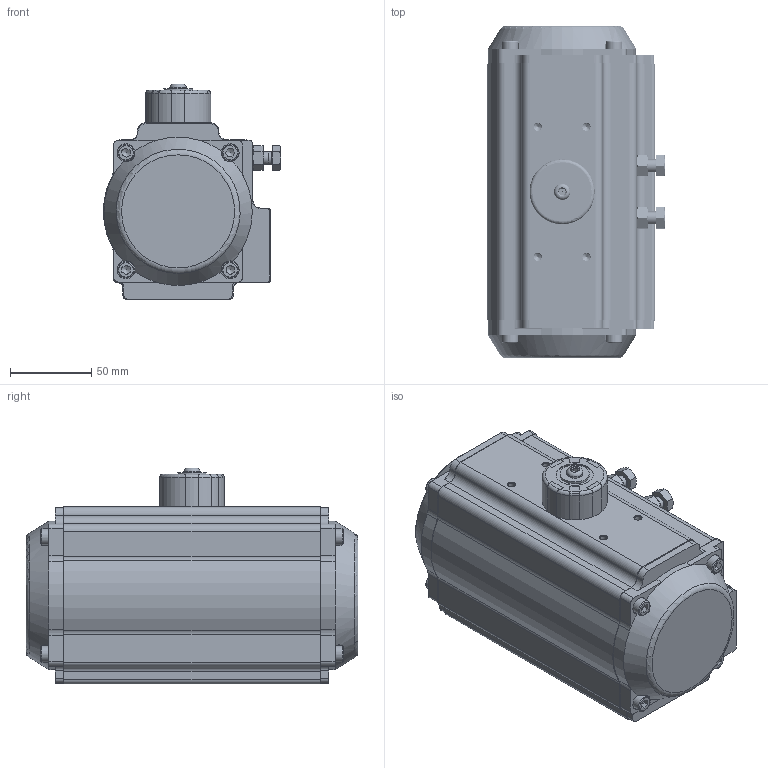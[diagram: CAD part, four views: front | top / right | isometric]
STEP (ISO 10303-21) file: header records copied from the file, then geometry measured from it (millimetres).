
FILE_DESCRIPTION(/* description */ (''),/* implementation_level */ '2;1');
FILE_NAME(/* name */ 'C-83DA（14x14).step',/* time_stamp */ '2025-08-27T09:42:27+08:00',/* author */ (''),/* organization */ (''),/* preprocessor_version */ 'ST-DEVELOPER v16',/* originating_system */ 'SIEMENS PLM Software NX 10.0',/* authorisation */ '');
FILE_SCHEMA (('AUTOMOTIVE_DESIGN { 1 0 10303 214 3 1 1 1 }'));
Products named in the file (19): 指示器螺钉; 指示器垫片; Adjust screw; 52~83金属条指示器; Plug; O-ring-pinion top; O-ring-pinion bottom; Bearing-pinion bottom; Bearing-pinion top; C-83-02-R; C-83-02-L; GB-T6170_F-2000,M8x1.25; Thrust washer; Outside washer; Circlip; End-cap screw; C-83-04（14x14); C-83-01; C-83
Assembly tree (28 placements, depth 2):
  C-83
    C-83-01
    C-83-04（14x14)
    End-cap screw  x8
    Circlip
    Outside washer
    Thrust washer
    GB-T6170_F-2000,M8x1.25  x2
    C-83-02-L
    C-83-02-R
    Bearing-pinion top
    Bearing-pinion bottom
    O-ring-pinion bottom
    O-ring-pinion top
    Plug  x2
    52~83金属条指示器
    Adjust screw  x2
    指示器垫片
    指示器螺钉
Bounding box: 109.1 x 204 x 132.8 mm (x, y, z)
Volume: 874264.6 mm3; surface area: 247042 mm2
Topology: 44 solids, 44 shells, 1173 faces, 2985 edges, 1933 vertices
Faces by surface type: plane 431, cylinder 385, cone 215, extrusion 60, torus 50, bspline 32
Full cylindrical faces by diameter (mm): 4.2 x8, 4.915 x8, 4.917 x8, 5 x13, 6 x18, 6.5 x1, 6.645 x2, 6.647 x2, 6.8 x4, 6.985 x2, 7 x12, 8 x4, 10 x9, 11 x8, 13 x1, 14 x1, 14.4 x2, 15 x2, 16.6 x1, 17.8 x1, 18 x8, 20 x1, 21.5 x12, 22.8 x1, 26 x1, 27 x2, 27.5 x1, 31.1 x1, 31.4 x2, 35 x5
Entity records: 68018 total; most frequent: CARTESIAN_POINT 45120, DIRECTION 4517, ORIENTED_EDGE 4370, EDGE_CURVE 2185, AXIS2_PLACEMENT_3D 1787, VERTEX_POINT 1551, EDGE_LOOP 1269, ADVANCED_FACE 967
